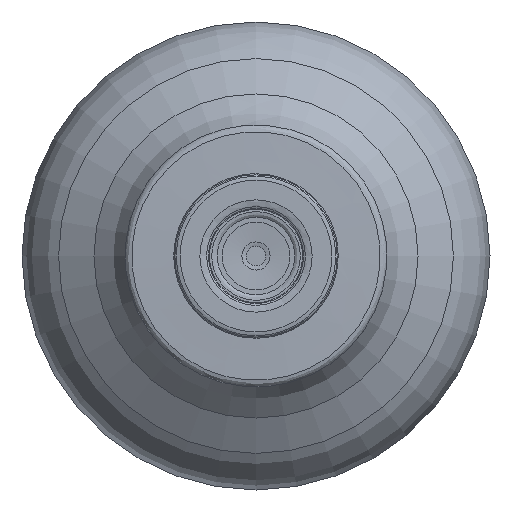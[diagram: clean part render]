
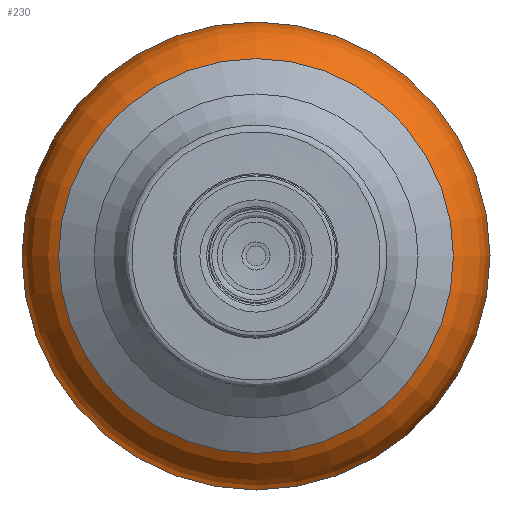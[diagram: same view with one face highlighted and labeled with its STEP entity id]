
A CAD part, left-side view. The second image highlights one B-rep face of the part: STEP entity #230.
In plain terms, the highlighted toroidal (fillet/blend) face has major radius 8.5 mm and minor radius 4 mm.
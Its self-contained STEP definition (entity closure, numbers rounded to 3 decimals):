
#127=TOROIDAL_SURFACE('',#615,8.5,4.);
#156=FACE_BOUND('',#299,.T.);
#157=FACE_BOUND('',#300,.T.);
#230=ADVANCED_FACE('',(#156,#157),#127,.T.);
#299=EDGE_LOOP('',(#389));
#300=EDGE_LOOP('',(#390));
#389=ORIENTED_EDGE('',*,*,#511,.T.);
#390=ORIENTED_EDGE('',*,*,#510,.F.);
#465=VERTEX_POINT('',#856);
#466=VERTEX_POINT('',#859);
#510=EDGE_CURVE('',#465,#465,#555,.T.);
#511=EDGE_CURVE('',#466,#466,#556,.T.);
#555=CIRCLE('',#612,12.5);
#556=CIRCLE('',#614,10.545);
#612=AXIS2_PLACEMENT_3D('',#855,#708,#709);
#614=AXIS2_PLACEMENT_3D('',#858,#712,#713);
#615=AXIS2_PLACEMENT_3D('',#860,#714,#715);
#708=DIRECTION('',(1.,0.,0.));
#709=DIRECTION('',(0.,0.,1.));
#712=DIRECTION('',(1.,0.,0.));
#713=DIRECTION('',(0.,0.,1.));
#714=DIRECTION('',(-1.,0.,0.));
#715=DIRECTION('',(0.,0.,1.));
#855=CARTESIAN_POINT('',(53.,0.,0.));
#856=CARTESIAN_POINT('',(53.,0.,12.5));
#858=CARTESIAN_POINT('',(49.562,0.,0.));
#859=CARTESIAN_POINT('',(49.562,0.,10.545));
#860=CARTESIAN_POINT('',(53.,0.,0.));
